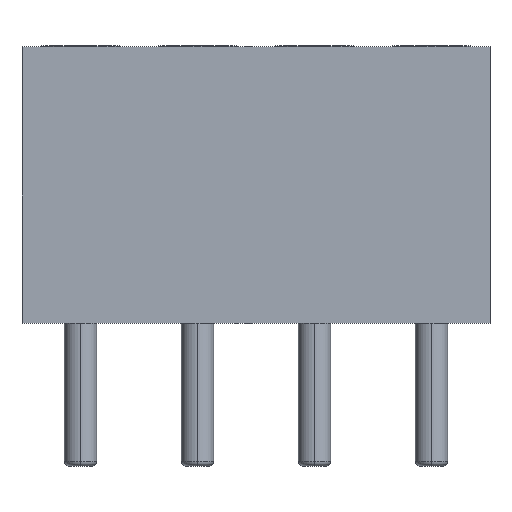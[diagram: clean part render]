
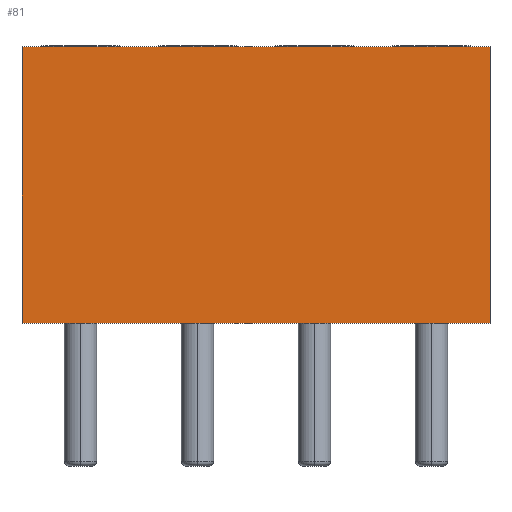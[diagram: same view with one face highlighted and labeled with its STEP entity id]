
A CAD part, top view. The second image highlights one B-rep face of the part: STEP entity #81.
In plain terms, the highlighted planar face has unit normal (0, 0, 1).
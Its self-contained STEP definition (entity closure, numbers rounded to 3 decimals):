
#31 = VERTEX_POINT ( 'NONE', #728 ) ;
#32 = VERTEX_POINT ( 'NONE', #734 ) ;
#36 = EDGE_CURVE ( 'NONE', #31, #42, #733, .T. ) ;
#42 = VERTEX_POINT ( 'NONE', #727 ) ;
#65 = VERTEX_POINT ( 'NONE', #662 ) ;
#72 = EDGE_CURVE ( 'NONE', #32, #65, #661, .T. ) ;
#75 = EDGE_LOOP ( 'NONE', ( #83, #89, #90, #101 ) ) ;
#81 = ADVANCED_FACE ( 'NONE', ( #658 ), #2407, .F. ) ;
#83 = ORIENTED_EDGE ( 'NONE', *, *, #94, .T. ) ;
#89 = ORIENTED_EDGE ( 'NONE', *, *, #72, .T. ) ;
#90 = ORIENTED_EDGE ( 'NONE', *, *, #100, .T. ) ;
#94 = EDGE_CURVE ( 'NONE', #42, #32, #2440, .T. ) ;
#100 = EDGE_CURVE ( 'NONE', #65, #31, #2380, .T. ) ;
#101 = ORIENTED_EDGE ( 'NONE', *, *, #36, .T. ) ;
#639 = CARTESIAN_POINT ( 'NONE',  ( 0., 0., 2.54 ) ) ;
#650 = DIRECTION ( 'NONE',  ( -1., 0., 0. ) ) ;
#651 = VECTOR ( 'NONE', #650, 1000. ) ;
#656 = DIRECTION ( 'NONE',  ( 1., 0., 0. ) ) ;
#657 = VECTOR ( 'NONE', #656, 1000. ) ;
#658 = FACE_OUTER_BOUND ( 'NONE', #75, .T. ) ;
#661 = LINE ( 'NONE', #639, #657 ) ;
#662 = CARTESIAN_POINT ( 'NONE',  ( 10.16, 0., 2.54 ) ) ;
#727 = CARTESIAN_POINT ( 'NONE',  ( 0., 6., 2.54 ) ) ;
#728 = CARTESIAN_POINT ( 'NONE',  ( 10.16, 6., 2.54 ) ) ;
#732 = CARTESIAN_POINT ( 'NONE',  ( 0., 6., 2.54 ) ) ;
#733 = LINE ( 'NONE', #732, #651 ) ;
#734 = CARTESIAN_POINT ( 'NONE',  ( 0., 0., 2.54 ) ) ;
#2371 = DIRECTION ( 'NONE',  ( 0., 1., 0. ) ) ;
#2372 = VECTOR ( 'NONE', #2371, 1000. ) ;
#2379 = CARTESIAN_POINT ( 'NONE',  ( 10.16, 0., 2.54 ) ) ;
#2380 = LINE ( 'NONE', #2379, #2372 ) ;
#2401 = DIRECTION ( 'NONE',  ( -1., 0., 0. ) ) ;
#2402 = DIRECTION ( 'NONE',  ( 0., 0., -1. ) ) ;
#2403 = CARTESIAN_POINT ( 'NONE',  ( 0., 6., 2.54 ) ) ;
#2407 = PLANE ( 'NONE',  #2414 ) ;
#2414 = AXIS2_PLACEMENT_3D ( 'NONE', #2403, #2402, #2401 ) ;
#2434 = DIRECTION ( 'NONE',  ( 0., -1., 0. ) ) ;
#2435 = VECTOR ( 'NONE', #2434, 1000. ) ;
#2436 = CARTESIAN_POINT ( 'NONE',  ( 0., 0., 2.54 ) ) ;
#2440 = LINE ( 'NONE', #2436, #2435 ) ;
